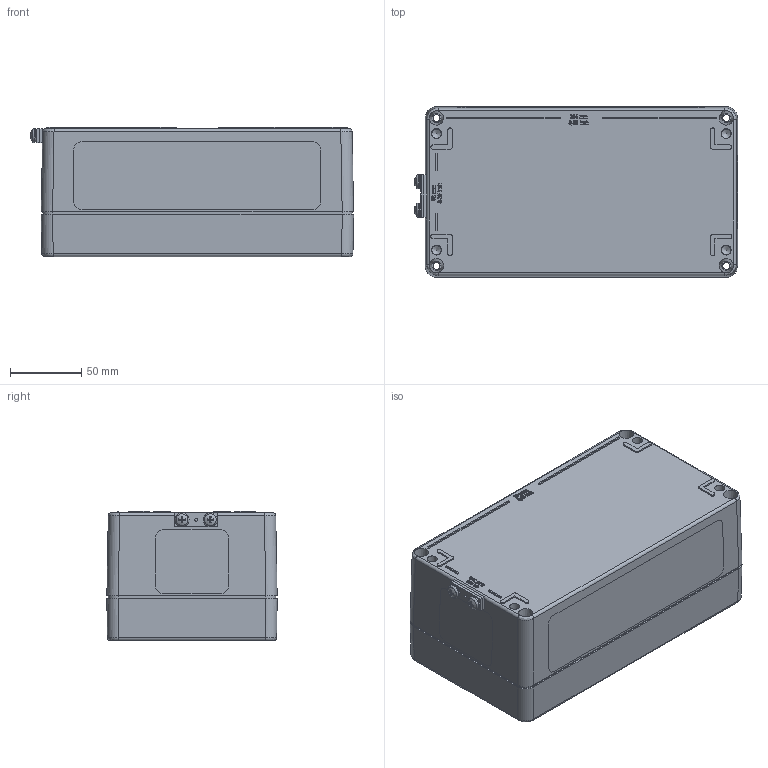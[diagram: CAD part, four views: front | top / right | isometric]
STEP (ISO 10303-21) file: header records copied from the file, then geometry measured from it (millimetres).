
FILE_DESCRIPTION((''),'2;1');
FILE_NAME('MBA Ex- 221290.stp','2011-12-21T13:46:59',('stefan.grimm'),(''),'Autodesk Inventor 2012','Autodesk Inventor 2012','');
FILE_SCHEMA(('AUTOMOTIVE_DESIGN { 1 0 10303 214 1 1 1 1 }'));
Length unit declared in the file: millimetre
Products named in the file (8): MBA Ex- 221290; MBA UT-221290-Aussenerde; Aussenerde m5 2; Aussenerde groß; AS 1968 5; NF EN 28744 - ersetzt durch NF EN ISO 8744 2 x 8; AS 1427 H - Metrisch M5 x 16; OT-221290
Assembly tree (10 placements, depth 3):
  MBA Ex- 221290
    MBA UT-221290-Aussenerde
    Aussenerde m5 2
      Aussenerde groß  x2
      AS 1968 5  x2
      NF EN 28744 - ersetzt durch NF EN ISO 8744 2 x 8
      AS 1427 H - Metrisch M5 x 16  x2
    OT-221290
Bounding box: 227.59 x 120 x 91 mm (x, y, z)
Volume: 540841 mm3; surface area: 237966 mm2
Topology: 9 solids, 9 shells, 1064 faces, 2725 edges, 1754 vertices
Faces by surface type: plane 423, bspline 359, cylinder 196, cone 66, torus 14, sphere 6
Full cylindrical faces by diameter (mm): 2 x3, 4.134 x2, 4.51 x2, 4.917 x11, 5 x2, 5.4 x4, 5.5 x4, 6.5 x4, 7 x8
Entity records: 43806 total; most frequent: CARTESIAN_POINT 21234, ORIENTED_EDGE 5012, DIRECTION 3714, EDGE_CURVE 2506, VERTEX_POINT 1649, VECTOR 1306, LINE 1306, AXIS2_PLACEMENT_3D 1204
